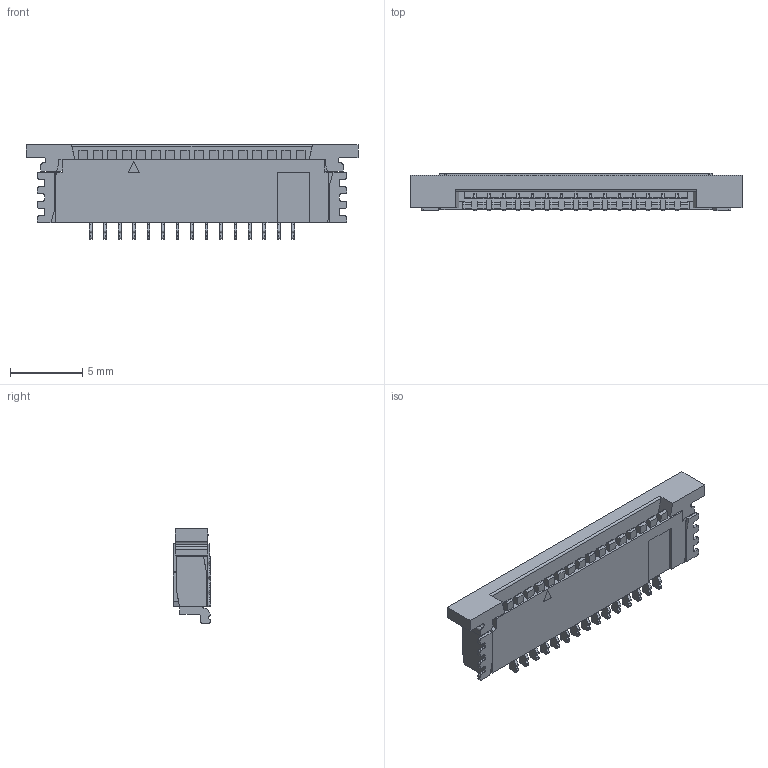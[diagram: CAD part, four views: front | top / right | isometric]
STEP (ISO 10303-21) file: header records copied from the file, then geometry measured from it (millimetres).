
FILE_DESCRIPTION(('STEP AP242'),'1');
FILE_NAME('1-84952-5.stp','2022-08-03T06:54:47',('TraceParts'),('TraceParts S.A.'),'Spatial InterOp 3D',' ',' ');
FILE_SCHEMA(('AP242_MANAGED_MODEL_BASED_3D_ENGINEERING_MIM_LF {1 0 10303 442 1 1 4}'));
Length unit declared in the file: millimetre
Products named in the file (1): 1-84952-5
Bounding box: 22.92 x 2.56 x 6.54 mm (x, y, z)
Volume: 220.6 mm3; surface area: 672 mm2
Topology: 1 solids, 1 shells, 759 faces, 2224 edges, 1464 vertices
Faces by surface type: plane 516, cylinder 243
Entity records: 25161 total; most frequent: CARTESIAN_POINT 4464, ORIENTED_EDGE 4448, DIRECTION 4226, EDGE_CURVE 2224, LINE 1738, VECTOR 1738, VERTEX_POINT 1464, AXIS2_PLACEMENT_3D 1244
